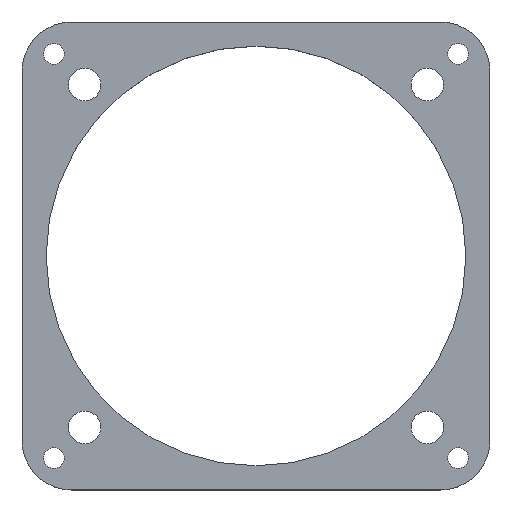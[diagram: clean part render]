
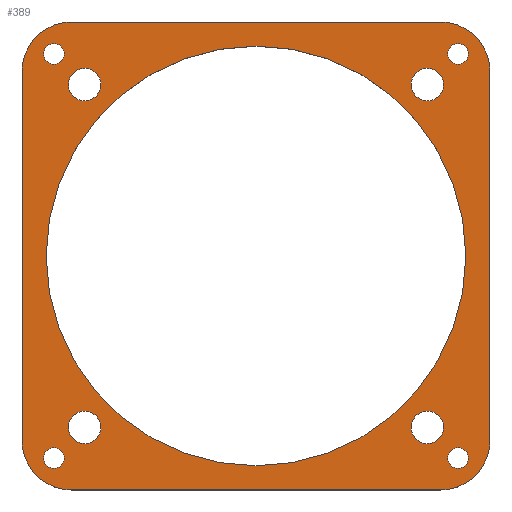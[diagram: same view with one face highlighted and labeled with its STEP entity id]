
A CAD part, top view. The second image highlights one B-rep face of the part: STEP entity #389.
In plain terms, the highlighted planar face has unit normal (0, 0, 1).
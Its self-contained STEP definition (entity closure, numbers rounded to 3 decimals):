
#24=FACE_BOUND('',#86,.T.);
#25=FACE_BOUND('',#87,.T.);
#26=FACE_BOUND('',#88,.T.);
#27=FACE_BOUND('',#89,.T.);
#28=FACE_BOUND('',#90,.T.);
#29=FACE_BOUND('',#91,.T.);
#30=FACE_BOUND('',#92,.T.);
#31=FACE_BOUND('',#93,.T.);
#32=FACE_BOUND('',#94,.T.);
#38=PLANE('',#436);
#57=FACE_OUTER_BOUND('',#85,.T.);
#85=EDGE_LOOP('',(#341,#342,#343,#344,#345,#346,#347,#348));
#86=EDGE_LOOP('',(#349));
#87=EDGE_LOOP('',(#350));
#88=EDGE_LOOP('',(#351));
#89=EDGE_LOOP('',(#352));
#90=EDGE_LOOP('',(#353));
#91=EDGE_LOOP('',(#354));
#92=EDGE_LOOP('',(#355));
#93=EDGE_LOOP('',(#356));
#94=EDGE_LOOP('',(#357));
#104=LINE('',#612,#129);
#109=LINE('',#626,#134);
#113=LINE('',#638,#138);
#117=LINE('',#650,#142);
#129=VECTOR('',#504,10.);
#134=VECTOR('',#517,10.);
#138=VECTOR('',#529,10.);
#142=VECTOR('',#541,10.);
#145=CIRCLE('',#393,3.302);
#147=CIRCLE('',#396,3.302);
#149=CIRCLE('',#399,3.302);
#151=CIRCLE('',#402,3.302);
#153=CIRCLE('',#405,2.1);
#155=CIRCLE('',#408,2.1);
#157=CIRCLE('',#411,2.1);
#159=CIRCLE('',#414,2.1);
#162=CIRCLE('',#418,42.6);
#163=CIRCLE('',#421,10.);
#165=CIRCLE('',#425,10.);
#167=CIRCLE('',#429,10.);
#169=CIRCLE('',#433,10.);
#171=VERTEX_POINT('',#556);
#173=VERTEX_POINT('',#562);
#175=VERTEX_POINT('',#568);
#177=VERTEX_POINT('',#574);
#179=VERTEX_POINT('',#580);
#181=VERTEX_POINT('',#586);
#183=VERTEX_POINT('',#592);
#185=VERTEX_POINT('',#598);
#188=VERTEX_POINT('',#606);
#189=VERTEX_POINT('',#610);
#190=VERTEX_POINT('',#611);
#193=VERTEX_POINT('',#619);
#195=VERTEX_POINT('',#625);
#197=VERTEX_POINT('',#631);
#199=VERTEX_POINT('',#637);
#201=VERTEX_POINT('',#643);
#203=VERTEX_POINT('',#649);
#205=EDGE_CURVE('',#171,#171,#145,.T.);
#208=EDGE_CURVE('',#173,#173,#147,.T.);
#211=EDGE_CURVE('',#175,#175,#149,.T.);
#214=EDGE_CURVE('',#177,#177,#151,.T.);
#217=EDGE_CURVE('',#179,#179,#153,.F.);
#220=EDGE_CURVE('',#181,#181,#155,.F.);
#223=EDGE_CURVE('',#183,#183,#157,.F.);
#226=EDGE_CURVE('',#185,#185,#159,.F.);
#231=EDGE_CURVE('',#188,#188,#162,.F.);
#232=EDGE_CURVE('',#189,#190,#104,.T.);
#236=EDGE_CURVE('',#193,#189,#163,.T.);
#239=EDGE_CURVE('',#195,#193,#109,.T.);
#242=EDGE_CURVE('',#197,#195,#165,.T.);
#245=EDGE_CURVE('',#199,#197,#113,.T.);
#248=EDGE_CURVE('',#201,#199,#167,.T.);
#251=EDGE_CURVE('',#203,#201,#117,.T.);
#254=EDGE_CURVE('',#190,#203,#169,.T.);
#341=ORIENTED_EDGE('',*,*,#254,.F.);
#342=ORIENTED_EDGE('',*,*,#232,.F.);
#343=ORIENTED_EDGE('',*,*,#236,.F.);
#344=ORIENTED_EDGE('',*,*,#239,.F.);
#345=ORIENTED_EDGE('',*,*,#242,.F.);
#346=ORIENTED_EDGE('',*,*,#245,.F.);
#347=ORIENTED_EDGE('',*,*,#248,.F.);
#348=ORIENTED_EDGE('',*,*,#251,.F.);
#349=ORIENTED_EDGE('',*,*,#205,.T.);
#350=ORIENTED_EDGE('',*,*,#208,.T.);
#351=ORIENTED_EDGE('',*,*,#211,.T.);
#352=ORIENTED_EDGE('',*,*,#214,.T.);
#353=ORIENTED_EDGE('',*,*,#217,.T.);
#354=ORIENTED_EDGE('',*,*,#220,.T.);
#355=ORIENTED_EDGE('',*,*,#223,.T.);
#356=ORIENTED_EDGE('',*,*,#226,.T.);
#357=ORIENTED_EDGE('',*,*,#231,.F.);
#389=ADVANCED_FACE('',(#57,#24,#25,#26,#27,#28,#29,#30,#31,#32),#38,.F.);
#393=AXIS2_PLACEMENT_3D('',#557,#441,#442);
#396=AXIS2_PLACEMENT_3D('',#563,#448,#449);
#399=AXIS2_PLACEMENT_3D('',#569,#455,#456);
#402=AXIS2_PLACEMENT_3D('',#575,#462,#463);
#405=AXIS2_PLACEMENT_3D('',#581,#469,#470);
#408=AXIS2_PLACEMENT_3D('',#587,#476,#477);
#411=AXIS2_PLACEMENT_3D('',#593,#483,#484);
#414=AXIS2_PLACEMENT_3D('',#599,#490,#491);
#418=AXIS2_PLACEMENT_3D('',#608,#500,#501);
#421=AXIS2_PLACEMENT_3D('',#620,#510,#511);
#425=AXIS2_PLACEMENT_3D('',#632,#522,#523);
#429=AXIS2_PLACEMENT_3D('',#644,#534,#535);
#433=AXIS2_PLACEMENT_3D('',#655,#546,#547);
#436=AXIS2_PLACEMENT_3D('',#658,#552,#553);
#441=DIRECTION('center_axis',(0.,0.,-1.));
#442=DIRECTION('ref_axis',(1.,0.,0.));
#448=DIRECTION('center_axis',(0.,0.,-1.));
#449=DIRECTION('ref_axis',(1.,0.,0.));
#455=DIRECTION('center_axis',(0.,0.,-1.));
#456=DIRECTION('ref_axis',(1.,0.,0.));
#462=DIRECTION('center_axis',(0.,0.,-1.));
#463=DIRECTION('ref_axis',(1.,0.,0.));
#469=DIRECTION('center_axis',(0.,0.,1.));
#470=DIRECTION('ref_axis',(1.,0.,0.));
#476=DIRECTION('center_axis',(0.,0.,1.));
#477=DIRECTION('ref_axis',(1.,0.,0.));
#483=DIRECTION('center_axis',(0.,0.,1.));
#484=DIRECTION('ref_axis',(1.,0.,0.));
#490=DIRECTION('center_axis',(0.,0.,1.));
#491=DIRECTION('ref_axis',(1.,0.,0.));
#500=DIRECTION('center_axis',(0.,0.,-1.));
#501=DIRECTION('ref_axis',(1.,0.,0.));
#504=DIRECTION('',(0.,1.,0.));
#510=DIRECTION('center_axis',(0.,0.,-1.));
#511=DIRECTION('ref_axis',(0.,-1.,0.));
#517=DIRECTION('',(-1.,0.,0.));
#522=DIRECTION('center_axis',(0.,0.,-1.));
#523=DIRECTION('ref_axis',(1.,0.,0.));
#529=DIRECTION('',(0.,-1.,0.));
#534=DIRECTION('center_axis',(0.,0.,-1.));
#535=DIRECTION('ref_axis',(0.,1.,0.));
#541=DIRECTION('',(1.,0.,0.));
#546=DIRECTION('center_axis',(0.,0.,-1.));
#547=DIRECTION('ref_axis',(-1.,0.,0.));
#552=DIRECTION('center_axis',(0.,0.,-1.));
#553=DIRECTION('ref_axis',(1.,0.,0.));
#556=CARTESIAN_POINT('',(31.496,34.798,-73.599));
#557=CARTESIAN_POINT('Origin',(34.798,34.798,-73.599));
#562=CARTESIAN_POINT('',(31.496,-34.798,-73.599));
#563=CARTESIAN_POINT('Origin',(34.798,-34.798,-73.599));
#568=CARTESIAN_POINT('',(-38.1,34.798,-73.599));
#569=CARTESIAN_POINT('Origin',(-34.798,34.798,-73.599));
#574=CARTESIAN_POINT('',(-38.1,-34.798,-73.599));
#575=CARTESIAN_POINT('Origin',(-34.798,-34.798,-73.599));
#580=CARTESIAN_POINT('',(-43.136,41.036,-73.599));
#581=CARTESIAN_POINT('Origin',(-41.036,41.036,-73.599));
#586=CARTESIAN_POINT('',(38.936,41.036,-73.599));
#587=CARTESIAN_POINT('Origin',(41.036,41.036,-73.599));
#592=CARTESIAN_POINT('',(-43.136,-41.036,-73.599));
#593=CARTESIAN_POINT('Origin',(-41.036,-41.036,-73.599));
#598=CARTESIAN_POINT('',(38.936,-41.036,-73.599));
#599=CARTESIAN_POINT('Origin',(41.036,-41.036,-73.599));
#606=CARTESIAN_POINT('',(-42.6,0.,-73.599));
#608=CARTESIAN_POINT('Origin',(0.,0.,
-73.599));
#610=CARTESIAN_POINT('',(-47.5,-37.5,-73.599));
#611=CARTESIAN_POINT('',(-47.5,37.5,-73.599));
#612=CARTESIAN_POINT('',(-47.5,-37.5,-73.599));
#619=CARTESIAN_POINT('',(-37.5,-47.5,-73.599));
#620=CARTESIAN_POINT('Origin',(-37.5,-37.5,-73.599));
#625=CARTESIAN_POINT('',(37.5,-47.5,-73.599));
#626=CARTESIAN_POINT('',(37.5,-47.5,-73.599));
#631=CARTESIAN_POINT('',(47.5,-37.5,-73.599));
#632=CARTESIAN_POINT('Origin',(37.5,-37.5,-73.599));
#637=CARTESIAN_POINT('',(47.5,37.5,-73.599));
#638=CARTESIAN_POINT('',(47.5,37.5,-73.599));
#643=CARTESIAN_POINT('',(37.5,47.5,-73.599));
#644=CARTESIAN_POINT('Origin',(37.5,37.5,-73.599));
#649=CARTESIAN_POINT('',(-37.5,47.5,-73.599));
#650=CARTESIAN_POINT('',(-37.5,47.5,-73.599));
#655=CARTESIAN_POINT('Origin',(-37.5,37.5,-73.599));
#658=CARTESIAN_POINT('Origin',(0.,0.,-73.599));
